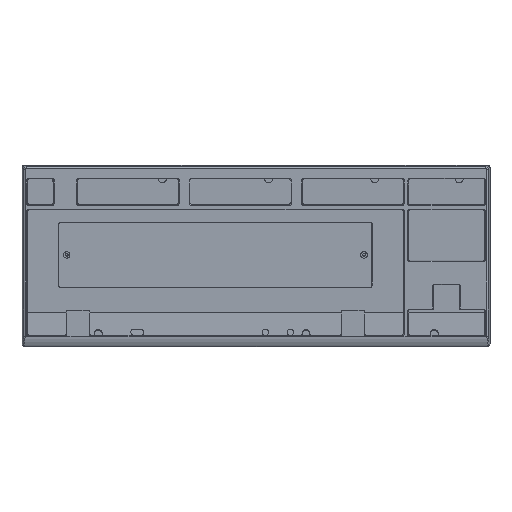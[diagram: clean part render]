
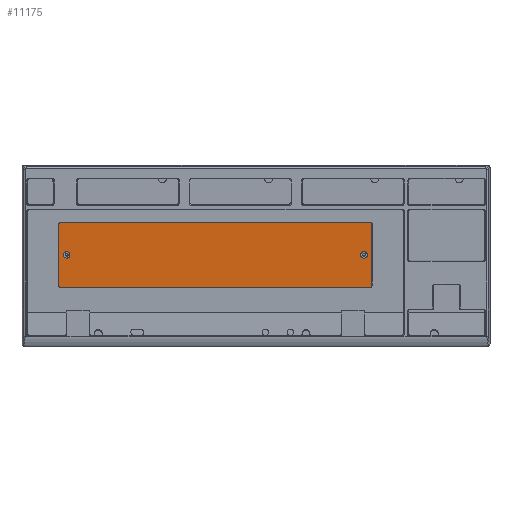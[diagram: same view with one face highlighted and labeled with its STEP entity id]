
A CAD part, top view. The second image highlights one B-rep face of the part: STEP entity #11175.
In plain terms, the highlighted planar face has unit normal (0, -0.079, 0.997).
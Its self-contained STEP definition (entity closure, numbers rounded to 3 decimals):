
#244=FACE_BOUND('',#3701,.T.);
#245=FACE_BOUND('',#3702,.T.);
#1158=LINE('',#20048,#2082);
#1164=LINE('',#20068,#2088);
#1167=LINE('',#20076,#2091);
#1169=LINE('',#20082,#2093);
#2082=VECTOR('',#16000,10.);
#2088=VECTOR('',#16020,10.);
#2091=VECTOR('',#16029,10.);
#2093=VECTOR('',#16037,10.);
#3024=FACE_OUTER_BOUND('',#3700,.T.);
#3700=EDGE_LOOP('',(#10302,#10303,#10304,#10305,#10306,#10307,#10308,#10309));
#3701=EDGE_LOOP('',(#10310));
#3702=EDGE_LOOP('',(#10311));
#4325=CIRCLE('',#12487,2.5);
#4328=CIRCLE('',#12492,2.5);
#4330=CIRCLE('',#12496,2.);
#4335=CIRCLE('',#12504,2.);
#4336=CIRCLE('',#12507,2.);
#4337=CIRCLE('',#12510,2.);
#5368=VERTEX_POINT('',#20017);
#5371=VERTEX_POINT('',#20027);
#5373=VERTEX_POINT('',#20035);
#5374=VERTEX_POINT('',#20036);
#5378=VERTEX_POINT('',#20046);
#5384=VERTEX_POINT('',#20062);
#5385=VERTEX_POINT('',#20066);
#5386=VERTEX_POINT('',#20070);
#5387=VERTEX_POINT('',#20074);
#5388=VERTEX_POINT('',#20078);
#6998=EDGE_CURVE('',#5368,#5368,#4325,.T.);
#7003=EDGE_CURVE('',#5371,#5371,#4328,.T.);
#7006=EDGE_CURVE('',#5373,#5374,#4330,.T.);
#7012=EDGE_CURVE('',#5373,#5378,#1158,.T.);
#7019=EDGE_CURVE('',#5384,#5378,#4335,.T.);
#7022=EDGE_CURVE('',#5384,#5385,#1164,.T.);
#7023=EDGE_CURVE('',#5386,#5385,#4336,.T.);
#7026=EDGE_CURVE('',#5386,#5387,#1167,.T.);
#7027=EDGE_CURVE('',#5388,#5387,#4337,.T.);
#7029=EDGE_CURVE('',#5388,#5374,#1169,.T.);
#10302=ORIENTED_EDGE('',*,*,#7006,.F.);
#10303=ORIENTED_EDGE('',*,*,#7012,.T.);
#10304=ORIENTED_EDGE('',*,*,#7019,.F.);
#10305=ORIENTED_EDGE('',*,*,#7022,.T.);
#10306=ORIENTED_EDGE('',*,*,#7023,.F.);
#10307=ORIENTED_EDGE('',*,*,#7026,.T.);
#10308=ORIENTED_EDGE('',*,*,#7027,.F.);
#10309=ORIENTED_EDGE('',*,*,#7029,.T.);
#10310=ORIENTED_EDGE('',*,*,#6998,.T.);
#10311=ORIENTED_EDGE('',*,*,#7003,.T.);
#10552=PLANE('',#12512);
#11175=ADVANCED_FACE('',(#3024,#244,#245),#10552,.T.);
#12487=AXIS2_PLACEMENT_3D('',#20019,#15969,#15970);
#12492=AXIS2_PLACEMENT_3D('',#20029,#15981,#15982);
#12496=AXIS2_PLACEMENT_3D('',#20037,#15990,#15991);
#12504=AXIS2_PLACEMENT_3D('',#20063,#16014,#16015);
#12507=AXIS2_PLACEMENT_3D('',#20071,#16023,#16024);
#12510=AXIS2_PLACEMENT_3D('',#20079,#16032,#16033);
#12512=AXIS2_PLACEMENT_3D('',#20083,#16038,#16039);
#15969=DIRECTION('center_axis',(0.,0.078,-0.997));
#15970=DIRECTION('ref_axis',(1.,0.,0.));
#15981=DIRECTION('center_axis',(0.,0.078,-0.997));
#15982=DIRECTION('ref_axis',(1.,0.,0.));
#15990=DIRECTION('center_axis',(0.,0.078,-0.997));
#15991=DIRECTION('ref_axis',(0.707,-0.705,-0.055));
#16000=DIRECTION('',(0.,0.997,0.078));
#16014=DIRECTION('center_axis',(0.,0.078,-0.997));
#16015=DIRECTION('ref_axis',(0.707,0.705,0.055));
#16020=DIRECTION('',(-1.,0.,0.));
#16023=DIRECTION('center_axis',(0.,0.078,-0.997));
#16024=DIRECTION('ref_axis',(-0.707,0.705,0.055));
#16029=DIRECTION('',(0.,-0.997,-0.078));
#16032=DIRECTION('center_axis',(0.,0.078,-0.997));
#16033=DIRECTION('ref_axis',(-0.707,-0.705,-0.055));
#16037=DIRECTION('',(1.,0.,0.));
#16038=DIRECTION('center_axis',(0.,-0.078,0.997));
#16039=DIRECTION('ref_axis',(1.,0.,0.));
#20017=CARTESIAN_POINT('',(-15.812,12.386,-4.521));
#20019=CARTESIAN_POINT('Origin',(-13.312,12.386,-4.521));
#20027=CARTESIAN_POINT('',(210.817,12.386,-4.521));
#20029=CARTESIAN_POINT('Origin',(213.317,12.386,-4.521));
#20035=CARTESIAN_POINT('',(219.317,-10.344,-6.31));
#20036=CARTESIAN_POINT('',(217.317,-12.337,-6.466));
#20037=CARTESIAN_POINT('Origin',(217.317,-10.344,-6.31));
#20046=CARTESIAN_POINT('',(219.317,35.116,-2.732));
#20048=CARTESIAN_POINT('',(219.317,-12.337,-6.466));
#20062=CARTESIAN_POINT('',(217.317,37.11,-2.575));
#20063=CARTESIAN_POINT('Origin',(217.317,35.116,-2.732));
#20066=CARTESIAN_POINT('',(-17.312,37.11,-2.575));
#20068=CARTESIAN_POINT('',(219.317,37.11,-2.575));
#20070=CARTESIAN_POINT('',(-19.312,35.116,-2.732));
#20071=CARTESIAN_POINT('Origin',(-17.312,35.116,-2.732));
#20074=CARTESIAN_POINT('',(-19.312,-10.344,-6.31));
#20076=CARTESIAN_POINT('',(-19.312,37.11,-2.575));
#20078=CARTESIAN_POINT('',(-17.312,-12.337,-6.466));
#20079=CARTESIAN_POINT('Origin',(-17.312,-10.344,-6.31));
#20082=CARTESIAN_POINT('',(-19.312,-12.337,-6.466));
#20083=CARTESIAN_POINT('Origin',(100.002,12.386,-4.521));
